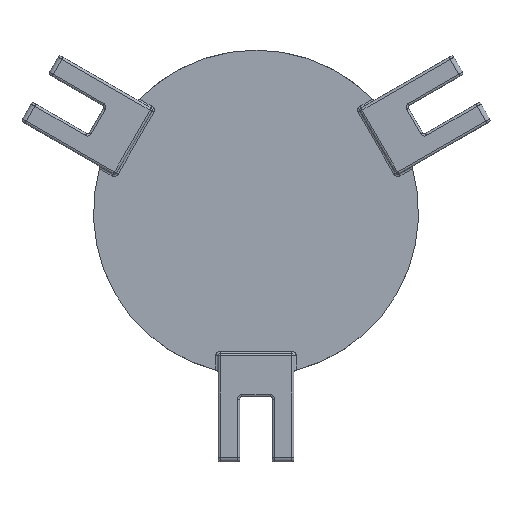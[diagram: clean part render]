
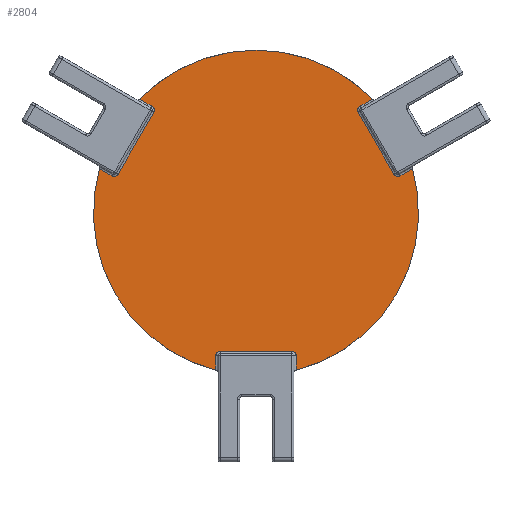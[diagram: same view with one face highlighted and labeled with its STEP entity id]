
A CAD part, front view. The second image highlights one B-rep face of the part: STEP entity #2804.
In plain terms, the highlighted planar face has unit normal (0, -1, 0).
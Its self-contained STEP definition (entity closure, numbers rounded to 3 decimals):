
#65=PLANE('',#3198);
#248=LINE('',#5147,#422);
#249=LINE('',#5149,#423);
#250=LINE('',#5151,#424);
#251=LINE('',#5154,#425);
#252=LINE('',#5158,#426);
#253=LINE('',#5162,#427);
#254=LINE('',#5166,#428);
#255=LINE('',#5170,#429);
#256=LINE('',#5173,#430);
#422=VECTOR('',#4073,10.);
#423=VECTOR('',#4076,10.);
#424=VECTOR('',#4079,10.);
#425=VECTOR('',#4082,10.);
#426=VECTOR('',#4085,10.);
#427=VECTOR('',#4088,10.);
#428=VECTOR('',#4091,10.);
#429=VECTOR('',#4094,10.);
#430=VECTOR('',#4097,10.);
#688=FACE_OUTER_BOUND('',#874,.T.);
#874=EDGE_LOOP('',(#2463,#2464,#2465,#2466,#2467,#2468,#2469,#2470,#2471,
#2472,#2473,#2474,#2475,#2476,#2477,#2478,#2479,#2480));
#1109=CIRCLE('',#3156,75.);
#1114=CIRCLE('',#3173,75.);
#1118=CIRCLE('',#3188,2.);
#1121=CIRCLE('',#3192,2.);
#1124=CIRCLE('',#3199,2.);
#1125=CIRCLE('',#3200,2.);
#1126=CIRCLE('',#3201,75.);
#1127=CIRCLE('',#3202,2.);
#1128=CIRCLE('',#3203,2.);
#1338=VERTEX_POINT('',#5043);
#1339=VERTEX_POINT('',#5048);
#1350=VERTEX_POINT('',#5093);
#1351=VERTEX_POINT('',#5098);
#1358=VERTEX_POINT('',#5135);
#1359=VERTEX_POINT('',#5136);
#1360=VERTEX_POINT('',#5141);
#1361=VERTEX_POINT('',#5142);
#1362=VERTEX_POINT('',#5153);
#1363=VERTEX_POINT('',#5155);
#1364=VERTEX_POINT('',#5157);
#1365=VERTEX_POINT('',#5159);
#1366=VERTEX_POINT('',#5161);
#1367=VERTEX_POINT('',#5163);
#1368=VERTEX_POINT('',#5165);
#1369=VERTEX_POINT('',#5167);
#1370=VERTEX_POINT('',#5169);
#1371=VERTEX_POINT('',#5171);
#1705=EDGE_CURVE('',#1338,#1339,#1109,.T.);
#1727=EDGE_CURVE('',#1350,#1351,#1114,.T.);
#1744=EDGE_CURVE('',#1358,#1359,#1118,.T.);
#1747=EDGE_CURVE('',#1360,#1361,#1121,.T.);
#1750=EDGE_CURVE('',#1361,#1338,#248,.T.);
#1751=EDGE_CURVE('',#1359,#1360,#249,.T.);
#1752=EDGE_CURVE('',#1351,#1358,#250,.T.);
#1753=EDGE_CURVE('',#1362,#1350,#251,.T.);
#1754=EDGE_CURVE('',#1363,#1362,#1124,.T.);
#1755=EDGE_CURVE('',#1364,#1363,#252,.T.);
#1756=EDGE_CURVE('',#1365,#1364,#1125,.T.);
#1757=EDGE_CURVE('',#1366,#1365,#253,.T.);
#1758=EDGE_CURVE('',#1367,#1366,#1126,.T.);
#1759=EDGE_CURVE('',#1368,#1367,#254,.T.);
#1760=EDGE_CURVE('',#1369,#1368,#1127,.T.);
#1761=EDGE_CURVE('',#1370,#1369,#255,.T.);
#1762=EDGE_CURVE('',#1371,#1370,#1128,.T.);
#1763=EDGE_CURVE('',#1339,#1371,#256,.T.);
#2463=ORIENTED_EDGE('',*,*,#1750,.F.);
#2464=ORIENTED_EDGE('',*,*,#1747,.F.);
#2465=ORIENTED_EDGE('',*,*,#1751,.F.);
#2466=ORIENTED_EDGE('',*,*,#1744,.F.);
#2467=ORIENTED_EDGE('',*,*,#1752,.F.);
#2468=ORIENTED_EDGE('',*,*,#1727,.F.);
#2469=ORIENTED_EDGE('',*,*,#1753,.F.);
#2470=ORIENTED_EDGE('',*,*,#1754,.F.);
#2471=ORIENTED_EDGE('',*,*,#1755,.F.);
#2472=ORIENTED_EDGE('',*,*,#1756,.F.);
#2473=ORIENTED_EDGE('',*,*,#1757,.F.);
#2474=ORIENTED_EDGE('',*,*,#1758,.F.);
#2475=ORIENTED_EDGE('',*,*,#1759,.F.);
#2476=ORIENTED_EDGE('',*,*,#1760,.F.);
#2477=ORIENTED_EDGE('',*,*,#1761,.F.);
#2478=ORIENTED_EDGE('',*,*,#1762,.F.);
#2479=ORIENTED_EDGE('',*,*,#1763,.F.);
#2480=ORIENTED_EDGE('',*,*,#1705,.F.);
#2804=ADVANCED_FACE('',(#688),#65,.F.);
#3156=AXIS2_PLACEMENT_3D('',#5049,#3969,#3970);
#3173=AXIS2_PLACEMENT_3D('',#5099,#4016,#4017);
#3188=AXIS2_PLACEMENT_3D('',#5137,#4057,#4058);
#3192=AXIS2_PLACEMENT_3D('',#5143,#4065,#4066);
#3198=AXIS2_PLACEMENT_3D('',#5152,#4080,#4081);
#3199=AXIS2_PLACEMENT_3D('',#5156,#4083,#4084);
#3200=AXIS2_PLACEMENT_3D('',#5160,#4086,#4087);
#3201=AXIS2_PLACEMENT_3D('',#5164,#4089,#4090);
#3202=AXIS2_PLACEMENT_3D('',#5168,#4092,#4093);
#3203=AXIS2_PLACEMENT_3D('',#5172,#4095,#4096);
#3969=DIRECTION('center_axis',(0.,1.,0.));
#3970=DIRECTION('ref_axis',(-1.,0.,0.));
#4016=DIRECTION('center_axis',(0.,1.,0.));
#4017=DIRECTION('ref_axis',(-1.,0.,0.));
#4057=DIRECTION('center_axis',(0.,-1.,0.));
#4058=DIRECTION('ref_axis',(-0.966,0.,0.259));
#4065=DIRECTION('center_axis',(0.,-1.,0.));
#4066=DIRECTION('ref_axis',(-0.259,0.,-0.966));
#4073=DIRECTION('',(0.866,0.,0.5));
#4076=DIRECTION('',(0.5,0.,-0.866));
#4079=DIRECTION('',(-0.866,0.,-0.5));
#4080=DIRECTION('center_axis',(0.,1.,0.));
#4081=DIRECTION('ref_axis',(0.,0.,1.));
#4082=DIRECTION('',(-0.866,0.,0.5));
#4083=DIRECTION('center_axis',(0.,-1.,0.));
#4084=DIRECTION('ref_axis',(0.966,0.,0.259));
#4085=DIRECTION('',(0.5,0.,0.866));
#4086=DIRECTION('center_axis',(0.,-1.,0.));
#4087=DIRECTION('ref_axis',(0.259,0.,-0.966));
#4088=DIRECTION('',(0.866,0.,-0.5));
#4089=DIRECTION('center_axis',(0.,1.,0.));
#4090=DIRECTION('ref_axis',(-1.,0.,0.));
#4091=DIRECTION('',(0.,0.,-1.));
#4092=DIRECTION('center_axis',(0.,-1.,0.));
#4093=DIRECTION('ref_axis',(-0.707,0.,0.707));
#4094=DIRECTION('',(-1.,0.,0.));
#4095=DIRECTION('center_axis',(0.,-1.,0.));
#4096=DIRECTION('ref_axis',(0.707,0.,0.707));
#4097=DIRECTION('',(0.,0.,1.));
#5043=CARTESIAN_POINT('',(72.195,0.,20.32));
#5048=CARTESIAN_POINT('',(18.5,0.,-72.683));
#5049=CARTESIAN_POINT('Origin',(0.,0.,0.));
#5093=CARTESIAN_POINT('',(-53.695,0.,52.363));
#5098=CARTESIAN_POINT('',(53.695,0.,52.363));
#5099=CARTESIAN_POINT('Origin',(0.,0.,0.));
#5135=CARTESIAN_POINT('',(47.908,0.,49.021));
#5136=CARTESIAN_POINT('',(47.176,0.,46.289));
#5137=CARTESIAN_POINT('Origin',(48.908,0.,47.289));
#5141=CARTESIAN_POINT('',(63.676,0.,17.711));
#5142=CARTESIAN_POINT('',(66.408,0.,16.979));
#5143=CARTESIAN_POINT('Origin',(65.408,0.,18.711));
#5147=CARTESIAN_POINT('',(37.396,0.,0.229));
#5149=CARTESIAN_POINT('',(51.051,0.,39.578));
#5151=CARTESIAN_POINT('',(40.546,0.,44.771));
#5152=CARTESIAN_POINT('Origin',(0.,0.,0.));
#5153=CARTESIAN_POINT('',(-47.908,0.,49.021));
#5154=CARTESIAN_POINT('',(-18.896,0.,32.271));
#5155=CARTESIAN_POINT('',(-47.176,0.,46.289));
#5156=CARTESIAN_POINT('Origin',(-48.908,0.,47.289));
#5157=CARTESIAN_POINT('',(-63.676,0.,17.711));
#5158=CARTESIAN_POINT('',(-59.801,0.,24.422));
#5159=CARTESIAN_POINT('',(-66.408,0.,16.979));
#5160=CARTESIAN_POINT('Origin',(-65.408,0.,18.711));
#5161=CARTESIAN_POINT('',(-72.195,0.,20.32));
#5162=CARTESIAN_POINT('',(-59.046,0.,12.729));
#5163=CARTESIAN_POINT('',(-18.5,0.,-72.683));
#5164=CARTESIAN_POINT('Origin',(0.,0.,0.));
#5165=CARTESIAN_POINT('',(-18.5,0.,-66.));
#5166=CARTESIAN_POINT('',(-18.5,0.,-32.5));
#5167=CARTESIAN_POINT('',(-16.5,0.,-64.));
#5168=CARTESIAN_POINT('Origin',(-16.5,0.,-66.));
#5169=CARTESIAN_POINT('',(16.5,0.,-64.));
#5170=CARTESIAN_POINT('',(8.75,0.,-64.));
#5171=CARTESIAN_POINT('',(18.5,0.,-66.));
#5172=CARTESIAN_POINT('Origin',(16.5,0.,-66.));
#5173=CARTESIAN_POINT('',(18.5,0.,-57.5));
